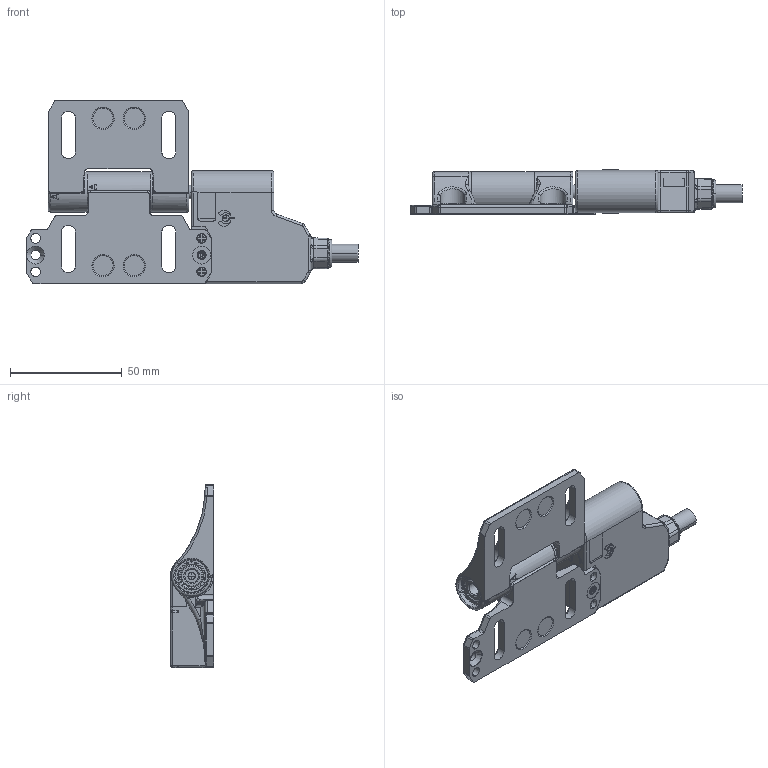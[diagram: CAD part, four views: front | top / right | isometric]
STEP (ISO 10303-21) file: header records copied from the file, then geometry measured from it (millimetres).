
FILE_DESCRIPTION((''),'2;1');
FILE_NAME('210925_ASM','2019-03-15T09:46:28',('pdmadmin'),('BANNER ENGINEERING'),'CREO PARAMETRIC BY PTC INC, 2018300','CREO PARAMETRIC BY PTC INC, 2018300','');
FILE_SCHEMA(('CONFIG_CONTROL_DESIGN'));
Length unit declared in the file: millimetre
Products named in the file (4): 807133_PART_1; 807133_PART_2; 807133_ASM; 210925_ASM
Assembly tree (3 placements, depth 3):
  210925_ASM
    807133_ASM
      807133_PART_1
      807133_PART_2
Bounding box: 148.7 x 19.7 x 82 mm (x, y, z)
Volume: 62117.5 mm3; surface area: 38586.8 mm2
Topology: 2 solids, 2 shells, 2162 faces, 5642 edges, 3495 vertices
Faces by surface type: plane 882, cylinder 763, bspline 201, torus 177, cone 70, sphere 69
Entity records: 75757 total; most frequent: CARTESIAN_POINT 23586, ORIENTED_EDGE 11128, DIRECTION 10789, EDGE_CURVE 5564, AXIS2_PLACEMENT_3D 3995, VERTEX_POINT 3495, VECTOR 2799, LINE 2799
